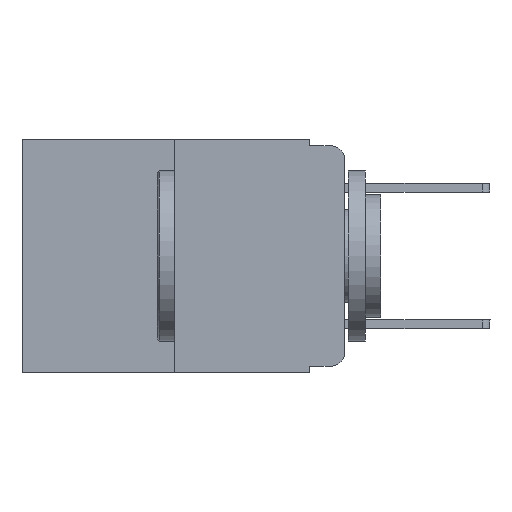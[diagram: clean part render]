
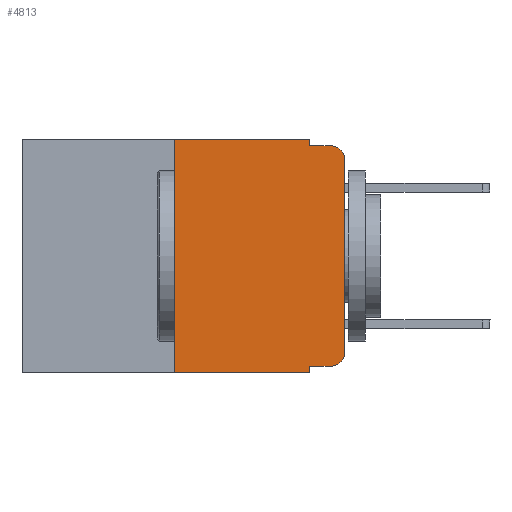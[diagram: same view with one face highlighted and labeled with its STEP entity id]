
A CAD part, left-side view. The second image highlights one B-rep face of the part: STEP entity #4813.
In plain terms, the highlighted planar face has unit normal (-1, 0, 0).
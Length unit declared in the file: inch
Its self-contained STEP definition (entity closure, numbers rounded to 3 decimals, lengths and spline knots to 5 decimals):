
#76 = EDGE_CURVE ( 'NONE', #11558, #8762, #2641, .T. ) ;
#162 = CARTESIAN_POINT ( 'NONE',  ( 0., 0.473, -0.343 ) ) ;
#922 = EDGE_CURVE ( 'NONE', #8846, #8753, #4114, .T. ) ;
#1155 = CARTESIAN_POINT ( 'NONE',  ( 0., 0.02, -0.03 ) ) ;
#1436 = VECTOR ( 'NONE', #1578, 39.37008 ) ;
#1578 = DIRECTION ( 'NONE',  ( 0., -1., 0. ) ) ;
#1755 = EDGE_CURVE ( 'NONE', #11168, #11558, #9754, .T. ) ;
#1767 = CARTESIAN_POINT ( 'NONE',  ( 0., 0.25, 0. ) ) ;
#1772 = DIRECTION ( 'NONE',  ( 0., 0., -1. ) ) ;
#2065 = DIRECTION ( 'NONE',  ( 1., 0., 0. ) ) ;
#2095 = DIRECTION ( 'NONE',  ( 0., -1., 0. ) ) ;
#2159 = VECTOR ( 'NONE', #3191, 39.37008 ) ;
#2391 = AXIS2_PLACEMENT_3D ( 'NONE', #1155, #10587, #9627 ) ;
#2396 = EDGE_CURVE ( 'NONE', #8846, #7258, #10237, .T. ) ;
#2400 = CARTESIAN_POINT ( 'NONE',  ( 0., 0., 0. ) ) ;
#2406 = VERTEX_POINT ( 'NONE', #7851 ) ;
#2641 = CIRCLE ( 'NONE', #10125, 0.02 ) ;
#3069 = VERTEX_POINT ( 'NONE', #9711 ) ;
#3071 = VECTOR ( 'NONE', #2095, 39.37008 ) ;
#3075 = DIRECTION ( 'NONE',  ( 0., 0., 1. ) ) ;
#3178 = LINE ( 'NONE', #2400, #10190 ) ;
#3191 = DIRECTION ( 'NONE',  ( 0., -1., 0. ) ) ;
#3218 = VERTEX_POINT ( 'NONE', #10916 ) ;
#3345 = CIRCLE ( 'NONE', #2391, 0.02 ) ;
#3687 = CARTESIAN_POINT ( 'NONE',  ( 0., 0.051, -0.333 ) ) ;
#4114 = LINE ( 'NONE', #4144, #9923 ) ;
#4122 = DIRECTION ( 'NONE',  ( 0., 0., -1. ) ) ;
#4144 = CARTESIAN_POINT ( 'NONE',  ( 0., 0.25, 0. ) ) ;
#4536 = VECTOR ( 'NONE', #4122, 39.37008 ) ;
#4813 = ADVANCED_FACE ( 'NONE', ( #12292 ), #5833, .F. ) ;
#4955 = EDGE_CURVE ( 'NONE', #11168, #7258, #8856, .T. ) ;
#5057 = EDGE_CURVE ( 'NONE', #8762, #2406, #3178, .T. ) ;
#5079 = CARTESIAN_POINT ( 'NONE',  ( 0., 0.051, -0.343 ) ) ;
#5461 = ORIENTED_EDGE ( 'NONE', *, *, #8630, .F. ) ;
#5492 = CARTESIAN_POINT ( 'NONE',  ( 0., 0., -0.313 ) ) ;
#5647 = ORIENTED_EDGE ( 'NONE', *, *, #1755, .T. ) ;
#5677 = LINE ( 'NONE', #11796, #7311 ) ;
#5833 = PLANE ( 'NONE',  #11220 ) ;
#5914 = CARTESIAN_POINT ( 'NONE',  ( 0., 0.473, 0. ) ) ;
#6227 = ORIENTED_EDGE ( 'NONE', *, *, #922, .F. ) ;
#6376 = EDGE_LOOP ( 'NONE', ( #7150, #12051, #9047, #10941, #5461, #6227, #11487, #8943, #5647, #10924 ) ) ;
#6649 = LINE ( 'NONE', #11770, #2159 ) ;
#6813 = EDGE_CURVE ( 'NONE', #3218, #9659, #5677, .T. ) ;
#7150 = ORIENTED_EDGE ( 'NONE', *, *, #5057, .T. ) ;
#7225 = VECTOR ( 'NONE', #7556, 39.37008 ) ;
#7258 = VERTEX_POINT ( 'NONE', #5079 ) ;
#7266 = LINE ( 'NONE', #11203, #1436 ) ;
#7311 = VECTOR ( 'NONE', #8855, 39.37008 ) ;
#7499 = CARTESIAN_POINT ( 'NONE',  ( 0., 0.02, -0.333 ) ) ;
#7501 = DIRECTION ( 'NONE',  ( -1., 0., 0. ) ) ;
#7556 = DIRECTION ( 'NONE',  ( 0., -1., 0. ) ) ;
#7851 = CARTESIAN_POINT ( 'NONE',  ( 0., 0., -0.03 ) ) ;
#8630 = EDGE_CURVE ( 'NONE', #8753, #3218, #7266, .T. ) ;
#8753 = VERTEX_POINT ( 'NONE', #1767 ) ;
#8762 = VERTEX_POINT ( 'NONE', #5492 ) ;
#8818 = CARTESIAN_POINT ( 'NONE',  ( 0., 0.051, -0.01 ) ) ;
#8846 = VERTEX_POINT ( 'NONE', #9462 ) ;
#8855 = DIRECTION ( 'NONE',  ( 0., 0., -1. ) ) ;
#8856 = LINE ( 'NONE', #11799, #4536 ) ;
#8943 = ORIENTED_EDGE ( 'NONE', *, *, #4955, .F. ) ;
#9047 = ORIENTED_EDGE ( 'NONE', *, *, #12173, .F. ) ;
#9187 = DIRECTION ( 'NONE',  ( 0., 0., 1. ) ) ;
#9462 = CARTESIAN_POINT ( 'NONE',  ( 0., 0.25, -0.343 ) ) ;
#9627 = DIRECTION ( 'NONE',  ( 0., 0., -1. ) ) ;
#9655 = DIRECTION ( 'NONE',  ( 0., 0., -1. ) ) ;
#9659 = VERTEX_POINT ( 'NONE', #8818 ) ;
#9711 = CARTESIAN_POINT ( 'NONE',  ( 0., 0.02, -0.01 ) ) ;
#9754 = LINE ( 'NONE', #12356, #7225 ) ;
#9923 = VECTOR ( 'NONE', #3075, 39.37008 ) ;
#10125 = AXIS2_PLACEMENT_3D ( 'NONE', #12346, #7501, #1772 ) ;
#10190 = VECTOR ( 'NONE', #9187, 39.37008 ) ;
#10225 = EDGE_CURVE ( 'NONE', #2406, #3069, #3345, .T. ) ;
#10237 = LINE ( 'NONE', #162, #3071 ) ;
#10587 = DIRECTION ( 'NONE',  ( -1., 0., 0. ) ) ;
#10916 = CARTESIAN_POINT ( 'NONE',  ( 0., 0.051, 0. ) ) ;
#10924 = ORIENTED_EDGE ( 'NONE', *, *, #76, .T. ) ;
#10941 = ORIENTED_EDGE ( 'NONE', *, *, #6813, .F. ) ;
#11168 = VERTEX_POINT ( 'NONE', #3687 ) ;
#11203 = CARTESIAN_POINT ( 'NONE',  ( 0., 0.473, 0. ) ) ;
#11220 = AXIS2_PLACEMENT_3D ( 'NONE', #5914, #2065, #9655 ) ;
#11487 = ORIENTED_EDGE ( 'NONE', *, *, #2396, .T. ) ;
#11558 = VERTEX_POINT ( 'NONE', #7499 ) ;
#11770 = CARTESIAN_POINT ( 'NONE',  ( 0., 0.051, -0.01 ) ) ;
#11796 = CARTESIAN_POINT ( 'NONE',  ( 0., 0.051, 0. ) ) ;
#11799 = CARTESIAN_POINT ( 'NONE',  ( 0., 0.051, 0. ) ) ;
#12051 = ORIENTED_EDGE ( 'NONE', *, *, #10225, .T. ) ;
#12173 = EDGE_CURVE ( 'NONE', #9659, #3069, #6649, .T. ) ;
#12292 = FACE_OUTER_BOUND ( 'NONE', #6376, .T. ) ;
#12346 = CARTESIAN_POINT ( 'NONE',  ( 0., 0.02, -0.313 ) ) ;
#12356 = CARTESIAN_POINT ( 'NONE',  ( 0., 0.051, -0.333 ) ) ;
